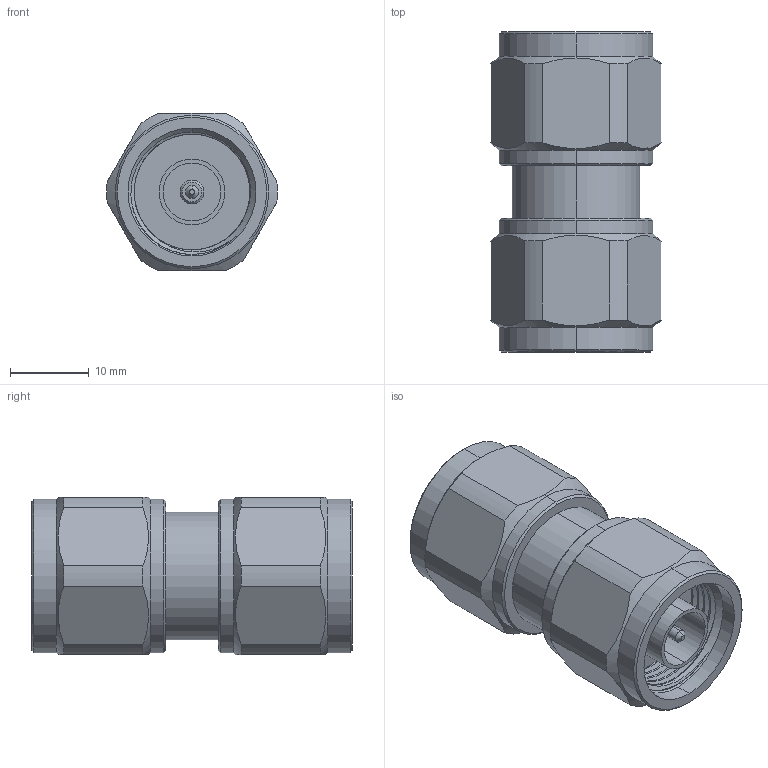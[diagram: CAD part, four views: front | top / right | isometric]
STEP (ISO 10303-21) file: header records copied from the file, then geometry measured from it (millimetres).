
FILE_DESCRIPTION (( 'STEP AP214' ), '1' );
FILE_NAME ('SM4408_3D.step', '2025-05-05T15:15:52', ( '' ), ( '' ), 'SwSTEP 2.0', 'SolidWorks 2022', '' );
FILE_SCHEMA (( 'AUTOMOTIVE_DESIGN' ));
Length unit declared in the file: inch
Products named in the file (1): SM4408_3D
Bounding box: 21.73 x 40.7 x 20 mm (x, y, z)
Volume: 9960.2 mm3; surface area: 5001.3 mm2
Topology: 1 solids, 1 shells, 126 faces, 308 edges, 196 vertices
Faces by surface type: cylinder 64, cone 30, plane 26, bspline 6
Entity records: 6510 total; most frequent: CARTESIAN_POINT 3661, ORIENTED_EDGE 616, DIRECTION 566, EDGE_CURVE 308, AXIS2_PLACEMENT_3D 231, VERTEX_POINT 196, EDGE_LOOP 138, FACE_OUTER_BOUND 126
